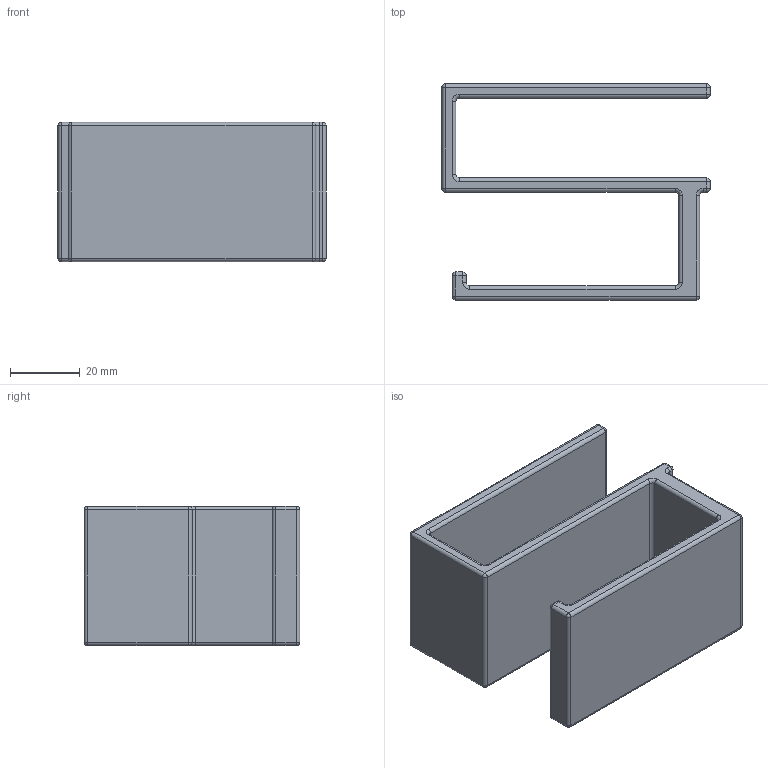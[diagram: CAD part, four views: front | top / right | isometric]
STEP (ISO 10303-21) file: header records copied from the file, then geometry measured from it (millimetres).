
FILE_DESCRIPTION (( 'STEP AP203' ), '1' );
FILE_NAME ('Suporte Headset.STEP', '2025-02-23T02:46:11', ( '' ), ( '' ), 'SwSTEP 2.0', 'SolidWorks 2025', '' );
FILE_SCHEMA (( 'CONFIG_CONTROL_DESIGN' ));
Length unit declared in the file: millimetre
Products named in the file (1): Suporte Headset
Bounding box: 77 x 62 x 40 mm (x, y, z)
Volume: 46533.5 mm3; surface area: 24069 mm2
Topology: 1 solids, 1 shells, 98 faces, 224 edges, 108 vertices
Faces by surface type: cylinder 48, sphere 20, plane 18, torus 12
Entity records: 2621 total; most frequent: DIRECTION 510, CARTESIAN_POINT 411, ORIENTED_EDGE 408, AXIS2_PLACEMENT_3D 207, EDGE_CURVE 204, CIRCLE 108, VERTEX_POINT 108, ADVANCED_FACE 98
